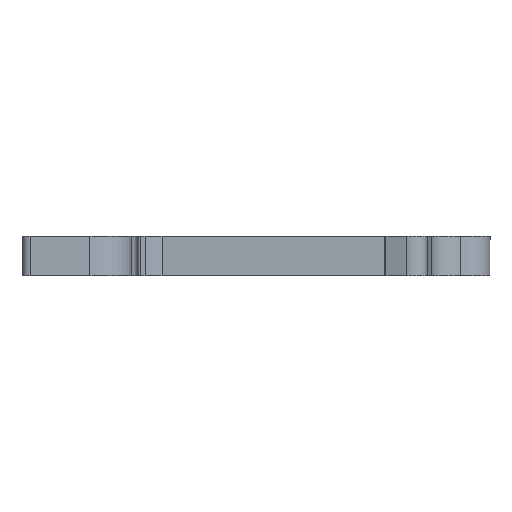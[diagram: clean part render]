
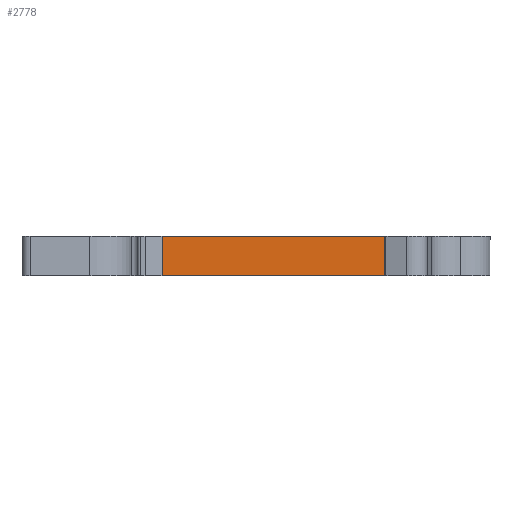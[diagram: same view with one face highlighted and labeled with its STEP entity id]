
A CAD part, front view. The second image highlights one B-rep face of the part: STEP entity #2778.
In plain terms, the highlighted planar face has unit normal (0, -1, 0).
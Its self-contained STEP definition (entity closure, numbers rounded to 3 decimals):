
#467 = LINE ( 'NONE', #7674, #3996 ) ;
#494 = DIRECTION ( 'NONE',  ( 1., 0., 0. ) ) ;
#598 = CARTESIAN_POINT ( 'NONE',  ( -11.925, -11.435, 0. ) ) ;
#673 = VECTOR ( 'NONE', #1390, 1000. ) ;
#847 = VERTEX_POINT ( 'NONE', #3481 ) ;
#928 = FACE_OUTER_BOUND ( 'NONE', #2805, .T. ) ;
#1099 = CARTESIAN_POINT ( 'NONE',  ( 16.4, -11.435, 4.95 ) ) ;
#1137 = CARTESIAN_POINT ( 'NONE',  ( -11.925, -11.435, 4.95 ) ) ;
#1390 = DIRECTION ( 'NONE',  ( 1., 0., 0. ) ) ;
#2778 = ADVANCED_FACE ( 'NONE', ( #928 ), #4352, .F. ) ;
#2805 = EDGE_LOOP ( 'NONE', ( #8550, #5872, #8041, #2906 ) ) ;
#2906 = ORIENTED_EDGE ( 'NONE', *, *, #6838, .F. ) ;
#3089 = LINE ( 'NONE', #598, #6365 ) ;
#3364 = VERTEX_POINT ( 'NONE', #8289 ) ;
#3481 = CARTESIAN_POINT ( 'NONE',  ( 16.4, -11.435, 0. ) ) ;
#3829 = CARTESIAN_POINT ( 'NONE',  ( 16.4, -11.435, 5. ) ) ;
#3888 = DIRECTION ( 'NONE',  ( 0., 0., -1. ) ) ;
#3996 = VECTOR ( 'NONE', #7902, 1000. ) ;
#4270 = DIRECTION ( 'NONE',  ( -1., 0., 0. ) ) ;
#4288 = DIRECTION ( 'NONE',  ( 0., 1., 0. ) ) ;
#4319 = VERTEX_POINT ( 'NONE', #4969 ) ;
#4325 = CARTESIAN_POINT ( 'NONE',  ( -11.925, -11.435, 5. ) ) ;
#4352 = PLANE ( 'NONE',  #7261 ) ;
#4621 = VECTOR ( 'NONE', #3888, 1000. ) ;
#4969 = CARTESIAN_POINT ( 'NONE',  ( -11.925, -11.435, 4.95 ) ) ;
#5872 = ORIENTED_EDGE ( 'NONE', *, *, #7565, .T. ) ;
#5965 = LINE ( 'NONE', #1137, #673 ) ;
#6015 = VERTEX_POINT ( 'NONE', #1099 ) ;
#6365 = VECTOR ( 'NONE', #494, 1000. ) ;
#6838 = EDGE_CURVE ( 'NONE', #6015, #847, #8114, .T. ) ;
#7261 = AXIS2_PLACEMENT_3D ( 'NONE', #4325, #4288, #4270 ) ;
#7496 = EDGE_CURVE ( 'NONE', #4319, #6015, #5965, .T. ) ;
#7565 = EDGE_CURVE ( 'NONE', #4319, #3364, #467, .T. ) ;
#7674 = CARTESIAN_POINT ( 'NONE',  ( -11.925, -11.435, 5. ) ) ;
#7902 = DIRECTION ( 'NONE',  ( 0., 0., -1. ) ) ;
#7958 = EDGE_CURVE ( 'NONE', #3364, #847, #3089, .T. ) ;
#8041 = ORIENTED_EDGE ( 'NONE', *, *, #7958, .T. ) ;
#8114 = LINE ( 'NONE', #3829, #4621 ) ;
#8289 = CARTESIAN_POINT ( 'NONE',  ( -11.925, -11.435, 0. ) ) ;
#8550 = ORIENTED_EDGE ( 'NONE', *, *, #7496, .F. ) ;
